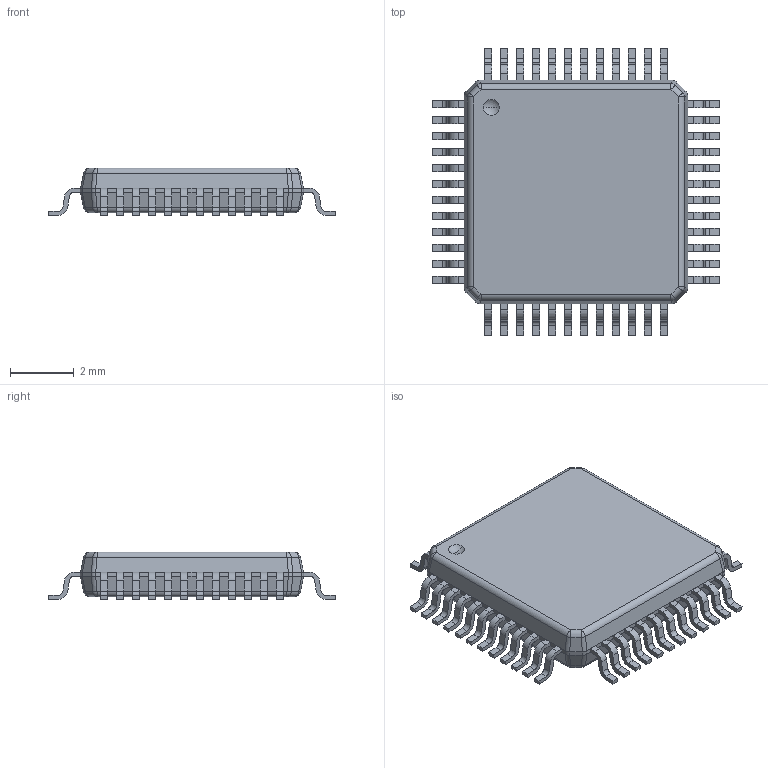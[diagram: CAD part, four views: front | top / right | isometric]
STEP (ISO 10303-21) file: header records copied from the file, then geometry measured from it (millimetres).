
FILE_DESCRIPTION((''),'2;1');
FILE_NAME('PT0048A_ASM','2021-12-16T09:32:30',('a0412086'),(''),'CREO PARAMETRIC BY PTC INC, 2018500','CREO PARAMETRIC BY PTC INC, 2018500','');
FILE_SCHEMA(('CONFIG_CONTROL_DESIGN','SHAPE_APPEARANCE_LAYERS_GROUPS'));
Length unit declared in the file: millimetre
Products named in the file (3): PT0048A_BODY; PT0048A_LEAD; PT0048A_ASM
Assembly tree (49 placements, depth 2):
  PT0048A_ASM
    PT0048A_BODY
    PT0048A_LEAD  x48
Bounding box: 9 x 9 x 1.5 mm (x, y, z)
Volume: 67.7 mm3; surface area: 178.9 mm2
Topology: 49 solids, 49 shells, 756 faces, 1926 edges, 1267 vertices
Faces by surface type: plane 506, cylinder 232, sphere 18
Entity records: 4019 total; most frequent: CARTESIAN_POINT 673, DIRECTION 544, ORIENTED_EDGE 464, PRESENTATION_STYLE_ASSIGNMENT 234, STYLED_ITEM 234, CURVE_STYLE 232, EDGE_CURVE 232, AXIS2_PLACEMENT_3D 210
